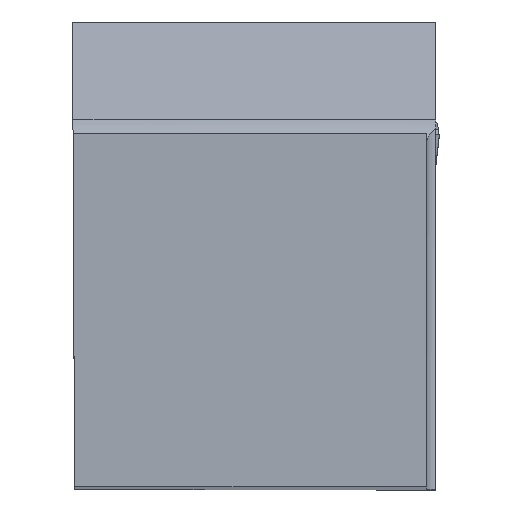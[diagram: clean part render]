
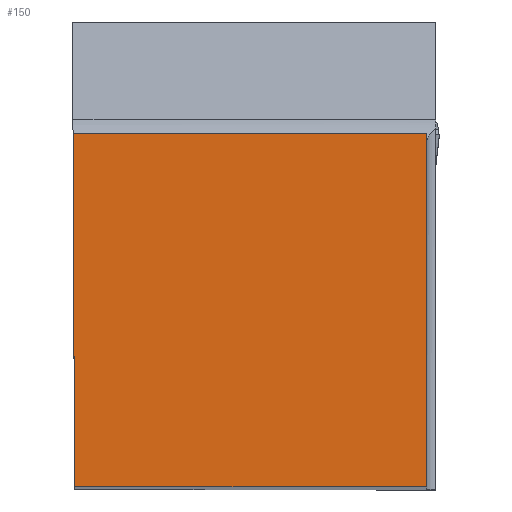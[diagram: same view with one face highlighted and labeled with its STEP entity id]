
A CAD part, top view. The second image highlights one B-rep face of the part: STEP entity #150.
In plain terms, the highlighted planar face has unit normal (0, 0, 1).
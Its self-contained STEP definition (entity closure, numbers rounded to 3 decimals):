
#150=ADVANCED_FACE('CU_BACK_SU1',(#263),#210,.F.);
#210=PLANE('',#1414);
#263=FACE_OUTER_BOUND('',#326,.T.);
#326=EDGE_LOOP('',(#508,#509,#510,#511));
#508=ORIENTED_EDGE('',*,*,#910,.T.);
#509=ORIENTED_EDGE('',*,*,#941,.F.);
#510=ORIENTED_EDGE('',*,*,#923,.T.);
#511=ORIENTED_EDGE('',*,*,#913,.T.);
#784=VERTEX_POINT('',#1910);
#785=VERTEX_POINT('',#1912);
#787=VERTEX_POINT('',#1918);
#795=VERTEX_POINT('',#1937);
#910=EDGE_CURVE('',#785,#784,#1082,.T.);
#913=EDGE_CURVE('',#787,#785,#1085,.T.);
#923=EDGE_CURVE('',#795,#787,#1093,.T.);
#941=EDGE_CURVE('',#795,#784,#1108,.T.);
#1082=LINE('',#1911,#1228);
#1085=LINE('',#1917,#1231);
#1093=LINE('',#1936,#1239);
#1108=LINE('',#1981,#1254);
#1228=VECTOR('',#1549,1.);
#1231=VECTOR('',#1554,1.);
#1239=VECTOR('',#1568,1.);
#1254=VECTOR('',#1611,1.);
#1414=AXIS2_PLACEMENT_3D('',#1982,#1612,#1613);
#1549=DIRECTION('',(1.,0.,0.));
#1554=DIRECTION('',(0.004,-1.,0.));
#1568=DIRECTION('',(-1.,0.,0.));
#1611=DIRECTION('',(0.,-1.,0.));
#1612=DIRECTION('',(0.,0.,-1.));
#1613=DIRECTION('',(0.,-1.,0.));
#1910=CARTESIAN_POINT('',(31.85,0.,0.));
#1911=CARTESIAN_POINT('',(-23.593,0.,0.));
#1912=CARTESIAN_POINT('',(0.139,0.,0.));
#1917=CARTESIAN_POINT('',(-0.088,51.953,0.));
#1918=CARTESIAN_POINT('',(0.,31.85,0.));
#1936=CARTESIAN_POINT('',(-23.593,31.85,0.));
#1937=CARTESIAN_POINT('',(31.85,31.85,0.));
#1981=CARTESIAN_POINT('',(31.85,51.85,0.));
#1982=CARTESIAN_POINT('',(-23.593,51.85,0.));
